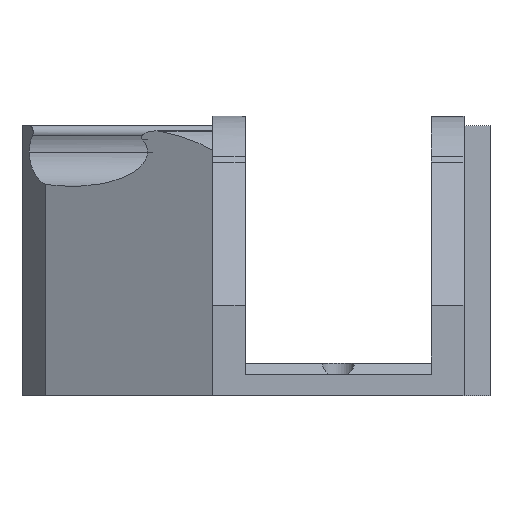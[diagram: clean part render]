
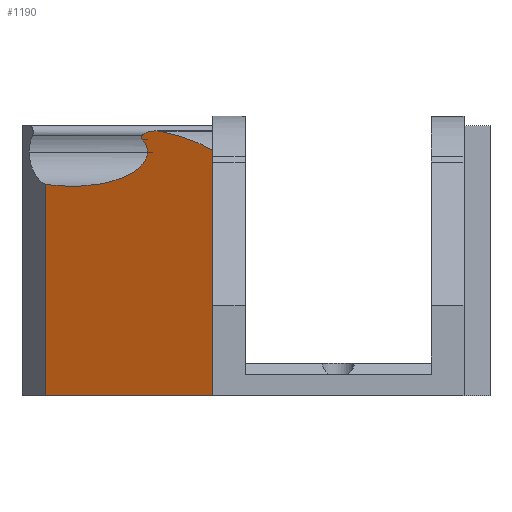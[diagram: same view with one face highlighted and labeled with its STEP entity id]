
A CAD part, front view. The second image highlights one B-rep face of the part: STEP entity #1190.
In plain terms, the highlighted planar face has unit normal (-0.418, -0.908, 0).
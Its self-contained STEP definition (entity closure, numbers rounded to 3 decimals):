
#59 = VERTEX_POINT ( 'NONE', #555 ) ;
#139 = CARTESIAN_POINT ( 'NONE',  ( -16.017, -41.875, 0. ) ) ;
#178 = DIRECTION ( 'NONE',  ( 0.908, -0.418, 0. ) ) ;
#203 = CARTESIAN_POINT ( 'NONE',  ( -7.081, -45.987, 23.647 ) ) ;
#291 = VERTEX_POINT ( 'NONE', #2280 ) ;
#300 = CARTESIAN_POINT ( 'NONE',  ( -6.56, -46.227, 24.678 ) ) ;
#528 =( BOUNDED_CURVE ( )  B_SPLINE_CURVE ( 3, ( #763, #300, #1153, #717 ),
 .UNSPECIFIED., .F., .T. ) 
 B_SPLINE_CURVE_WITH_KNOTS ( ( 4, 4 ),
 ( 4.27, 6.65 ),
 .UNSPECIFIED. ) 
 CURVE ( )  GEOMETRIC_REPRESENTATION_ITEM ( )  RATIONAL_B_SPLINE_CURVE ( ( 1., 0.581, 0.581, 1. ) ) 
 REPRESENTATION_ITEM ( '' )  );
#533 = EDGE_CURVE ( 'NONE', #1946, #1892, #1744, .T. ) ;
#555 = CARTESIAN_POINT ( 'NONE',  ( -16.017, -41.875, 19.504 ) ) ;
#561 = CARTESIAN_POINT ( 'NONE',  ( -11.013, -44.178, 18.639 ) ) ;
#603 = EDGE_CURVE ( 'NONE', #59, #291, #1216, .T. ) ;
#640 = CARTESIAN_POINT ( 'NONE',  ( -5.305, -46.805, 24.404 ) ) ;
#717 = CARTESIAN_POINT ( 'NONE',  ( -7.081, -45.987, 23.647 ) ) ;
#763 = CARTESIAN_POINT ( 'NONE',  ( -5.305, -46.805, 24.404 ) ) ;
#806 = CARTESIAN_POINT ( 'NONE',  ( -21.179, -39.499, 61.714 ) ) ;
#811 = CARTESIAN_POINT ( 'NONE',  ( -1.857, -48.391, 23.41 ) ) ;
#812 = ORIENTED_EDGE ( 'NONE', *, *, #603, .T. ) ;
#825 = DIRECTION ( 'NONE',  ( 0., 0., -1. ) ) ;
#870 = DIRECTION ( 'NONE',  ( -0.908, 0.418, 0. ) ) ;
#871 = LINE ( 'NONE', #1482, #2610 ) ;
#892 = EDGE_CURVE ( 'NONE', #1675, #291, #1319, .T. ) ;
#930 = VERTEX_POINT ( 'NONE', #1298 ) ;
#938 = VERTEX_POINT ( 'NONE', #640 ) ;
#983 = EDGE_CURVE ( 'NONE', #938, #1892, #528, .T. ) ;
#989 = CARTESIAN_POINT ( 'NONE',  ( -6.619, -46.2, 22.5 ) ) ;
#1033 = CARTESIAN_POINT ( 'NONE',  ( -7.081, -45.987, 23.647 ) ) ;
#1052 = CARTESIAN_POINT ( 'NONE',  ( -6.619, -46.2, 22.893 ) ) ;
#1113 = CARTESIAN_POINT ( 'NONE',  ( -21.179, -39.499, 0. ) ) ;
#1153 = CARTESIAN_POINT ( 'NONE',  ( -7.578, -45.758, 24.243 ) ) ;
#1173 = CARTESIAN_POINT ( 'NONE',  ( -0.6, -48.97, 22.666 ) ) ;
#1190 = ADVANCED_FACE ( 'NONE', ( #2732 ), #2272, .T. ) ;
#1198 = DIRECTION ( 'NONE',  ( -0.418, -0.908, 0. ) ) ;
#1204 = ORIENTED_EDGE ( 'NONE', *, *, #533, .F. ) ;
#1216 = LINE ( 'NONE', #139, #2744 ) ;
#1231 = CARTESIAN_POINT ( 'NONE',  ( -6.619, -46.2, 20.04 ) ) ;
#1239 = ORIENTED_EDGE ( 'NONE', *, *, #2219, .T. ) ;
#1244 = DIRECTION ( 'NONE',  ( 0., 0., -1. ) ) ;
#1298 = CARTESIAN_POINT ( 'NONE',  ( -0.6, -48.97, 22.666 ) ) ;
#1319 = LINE ( 'NONE', #1113, #2701 ) ;
#1421 = CARTESIAN_POINT ( 'NONE',  ( -6.619, -46.2, 22.5 ) ) ;
#1458 = CARTESIAN_POINT ( 'NONE',  ( -0.6, -48.97, 0. ) ) ;
#1482 = CARTESIAN_POINT ( 'NONE',  ( -0.6, -48.97, 61.714 ) ) ;
#1614 = CARTESIAN_POINT ( 'NONE',  ( -3.454, -47.656, 24. ) ) ;
#1675 = VERTEX_POINT ( 'NONE', #1458 ) ;
#1744 =( BOUNDED_CURVE ( )  B_SPLINE_CURVE ( 3, ( #2722, #1052, #2692, #1033 ),
 .UNSPECIFIED., .F., .T. ) 
 B_SPLINE_CURVE_WITH_KNOTS ( ( 4, 4 ),
 ( 0., 0.366 ),
 .UNSPECIFIED. ) 
 CURVE ( )  GEOMETRIC_REPRESENTATION_ITEM ( )  RATIONAL_B_SPLINE_CURVE ( ( 1., 0.989, 0.989, 1. ) ) 
 REPRESENTATION_ITEM ( '' )  );
#1796 =( BOUNDED_CURVE ( )  B_SPLINE_CURVE ( 3, ( #2522, #561, #1231, #989 ),
 .UNSPECIFIED., .F., .F. ) 
 B_SPLINE_CURVE_WITH_KNOTS ( ( 4, 4 ),
 ( 4.353, 6.283 ),
 .UNSPECIFIED. ) 
 CURVE ( )  GEOMETRIC_REPRESENTATION_ITEM ( )  RATIONAL_B_SPLINE_CURVE ( ( 1., 0.713, 0.713, 1. ) ) 
 REPRESENTATION_ITEM ( '' )  );
#1892 = VERTEX_POINT ( 'NONE', #203 ) ;
#1915 = EDGE_CURVE ( 'NONE', #59, #1946, #1796, .T. ) ;
#1946 = VERTEX_POINT ( 'NONE', #1421 ) ;
#2078 = ORIENTED_EDGE ( 'NONE', *, *, #892, .F. ) ;
#2188 = ORIENTED_EDGE ( 'NONE', *, *, #1915, .F. ) ;
#2215 = ORIENTED_EDGE ( 'NONE', *, *, #983, .T. ) ;
#2219 = EDGE_CURVE ( 'NONE', #930, #938, #2766, .T. ) ;
#2263 = CARTESIAN_POINT ( 'NONE',  ( -5.305, -46.805, 24.404 ) ) ;
#2272 = PLANE ( 'NONE',  #2473 ) ;
#2280 = CARTESIAN_POINT ( 'NONE',  ( -16.017, -41.875, 0. ) ) ;
#2358 = ORIENTED_EDGE ( 'NONE', *, *, #2382, .F. ) ;
#2382 = EDGE_CURVE ( 'NONE', #930, #1675, #871, .T. ) ;
#2473 = AXIS2_PLACEMENT_3D ( 'NONE', #806, #1198, #178 ) ;
#2522 = CARTESIAN_POINT ( 'NONE',  ( -16.017, -41.875, 19.504 ) ) ;
#2560 = EDGE_LOOP ( 'NONE', ( #1239, #2215, #1204, #2188, #812, #2078, #2358 ) ) ;
#2610 = VECTOR ( 'NONE', #1244, 1000. ) ;
#2692 = CARTESIAN_POINT ( 'NONE',  ( -6.774, -46.128, 23.28 ) ) ;
#2701 = VECTOR ( 'NONE', #870, 1000. ) ;
#2722 = CARTESIAN_POINT ( 'NONE',  ( -6.619, -46.2, 22.5 ) ) ;
#2732 = FACE_OUTER_BOUND ( 'NONE', #2560, .T. ) ;
#2744 = VECTOR ( 'NONE', #825, 1000. ) ;
#2766 =( BOUNDED_CURVE ( )  B_SPLINE_CURVE ( 3, ( #1173, #811, #1614, #2263 ),
 .UNSPECIFIED., .F., .T. ) 
 B_SPLINE_CURVE_WITH_KNOTS ( ( 4, 4 ),
 ( 3.803, 4.27 ),
 .UNSPECIFIED. ) 
 CURVE ( )  GEOMETRIC_REPRESENTATION_ITEM ( )  RATIONAL_B_SPLINE_CURVE ( ( 1., 0.982, 0.982, 1. ) ) 
 REPRESENTATION_ITEM ( '' )  );
